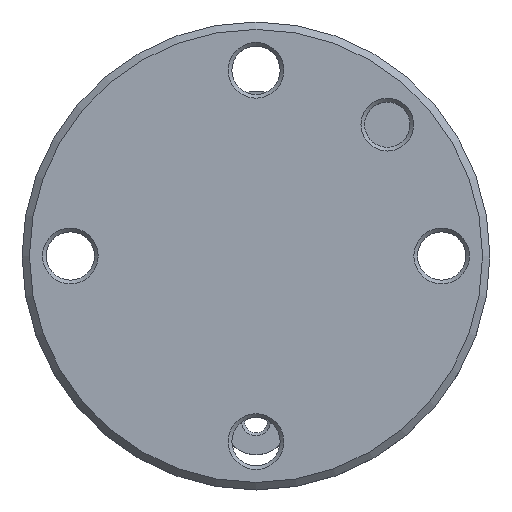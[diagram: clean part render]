
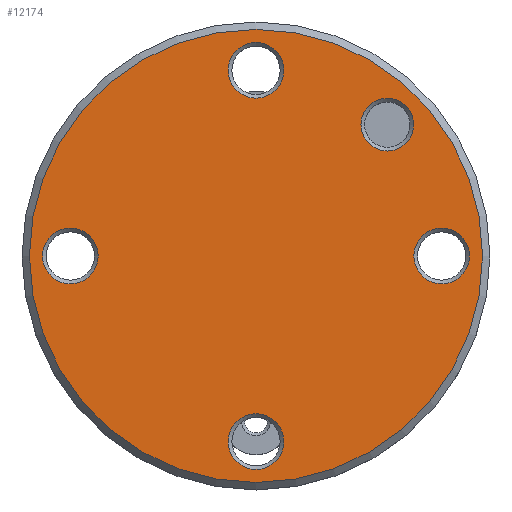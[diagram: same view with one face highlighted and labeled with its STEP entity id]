
A CAD part, top view. The second image highlights one B-rep face of the part: STEP entity #12174.
In plain terms, the highlighted planar face has unit normal (0, 0, 1).
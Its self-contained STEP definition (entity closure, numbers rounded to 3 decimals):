
#638=FACE_BOUND('',#2483,.T.);
#639=FACE_BOUND('',#2484,.T.);
#640=FACE_BOUND('',#2485,.T.);
#641=FACE_BOUND('',#2486,.T.);
#642=FACE_BOUND('',#2487,.T.);
#837=PLANE('',#13612);
#1704=FACE_OUTER_BOUND('',#2482,.T.);
#2482=EDGE_LOOP('',(#11115));
#2483=EDGE_LOOP('',(#11116));
#2484=EDGE_LOOP('',(#11117));
#2485=EDGE_LOOP('',(#11118));
#2486=EDGE_LOOP('',(#11119));
#2487=EDGE_LOOP('',(#11120));
#4790=CIRCLE('',#13608,3.55);
#4793=CIRCLE('',#13613,30.5);
#4794=CIRCLE('',#13614,3.75);
#4795=CIRCLE('',#13615,3.75);
#4796=CIRCLE('',#13616,3.75);
#4797=CIRCLE('',#13617,3.75);
#5875=VERTEX_POINT('',#27228);
#5878=VERTEX_POINT('',#27238);
#5879=VERTEX_POINT('',#27240);
#5880=VERTEX_POINT('',#27242);
#5881=VERTEX_POINT('',#27244);
#5882=VERTEX_POINT('',#27246);
#7634=EDGE_CURVE('',#5875,#5875,#4790,.T.);
#7639=EDGE_CURVE('',#5878,#5878,#4793,.T.);
#7640=EDGE_CURVE('',#5879,#5879,#4794,.T.);
#7641=EDGE_CURVE('',#5880,#5880,#4795,.T.);
#7642=EDGE_CURVE('',#5881,#5881,#4796,.T.);
#7643=EDGE_CURVE('',#5882,#5882,#4797,.T.);
#11115=ORIENTED_EDGE('',*,*,#7639,.F.);
#11116=ORIENTED_EDGE('',*,*,#7640,.F.);
#11117=ORIENTED_EDGE('',*,*,#7641,.F.);
#11118=ORIENTED_EDGE('',*,*,#7642,.F.);
#11119=ORIENTED_EDGE('',*,*,#7643,.F.);
#11120=ORIENTED_EDGE('',*,*,#7634,.F.);
#12174=ADVANCED_FACE('',(#1704,#638,#639,#640,#641,#642),#837,.T.);
#13608=AXIS2_PLACEMENT_3D('',#27229,#17047,#17048);
#13612=AXIS2_PLACEMENT_3D('',#27237,#17057,#17058);
#13613=AXIS2_PLACEMENT_3D('',#27239,#17059,#17060);
#13614=AXIS2_PLACEMENT_3D('',#27241,#17061,#17062);
#13615=AXIS2_PLACEMENT_3D('',#27243,#17063,#17064);
#13616=AXIS2_PLACEMENT_3D('',#27245,#17065,#17066);
#13617=AXIS2_PLACEMENT_3D('',#27247,#17067,#17068);
#17047=DIRECTION('center_axis',(0.,0.,1.));
#17048=DIRECTION('ref_axis',(-1.,0.,0.));
#17057=DIRECTION('center_axis',(0.,0.,1.));
#17058=DIRECTION('ref_axis',(-1.,0.,0.));
#17059=DIRECTION('center_axis',(0.,0.,-1.));
#17060=DIRECTION('ref_axis',(-1.,0.,0.));
#17061=DIRECTION('center_axis',(0.,0.,1.));
#17062=DIRECTION('ref_axis',(-1.,0.,0.));
#17063=DIRECTION('center_axis',(0.,0.,1.));
#17064=DIRECTION('ref_axis',(-1.,0.,0.));
#17065=DIRECTION('center_axis',(0.,0.,1.));
#17066=DIRECTION('ref_axis',(-1.,0.,0.));
#17067=DIRECTION('center_axis',(0.,0.,1.));
#17068=DIRECTION('ref_axis',(-1.,0.,0.));
#27228=CARTESIAN_POINT('',(21.228,12.678,56.5));
#27229=CARTESIAN_POINT('Origin',(17.678,12.678,56.5));
#27237=CARTESIAN_POINT('Origin',(0.,-5.,56.5));
#27238=CARTESIAN_POINT('',(30.5,-5.,56.5));
#27239=CARTESIAN_POINT('Origin',(0.,-5.,56.5));
#27240=CARTESIAN_POINT('',(28.75,-5.,56.5));
#27241=CARTESIAN_POINT('Origin',(25.,-5.,56.5));
#27242=CARTESIAN_POINT('',(-21.25,-5.,56.5));
#27243=CARTESIAN_POINT('Origin',(-25.,-5.,56.5));
#27244=CARTESIAN_POINT('',(3.75,-30.,56.5));
#27245=CARTESIAN_POINT('Origin',(0.,-30.,
56.5));
#27246=CARTESIAN_POINT('',(3.75,20.,56.5));
#27247=CARTESIAN_POINT('Origin',(0.,20.,
56.5));
